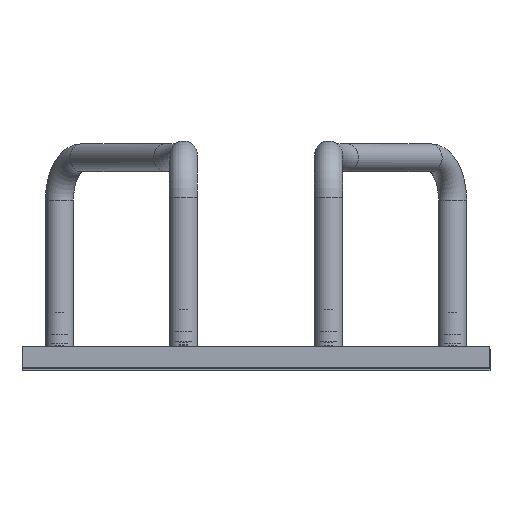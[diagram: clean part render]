
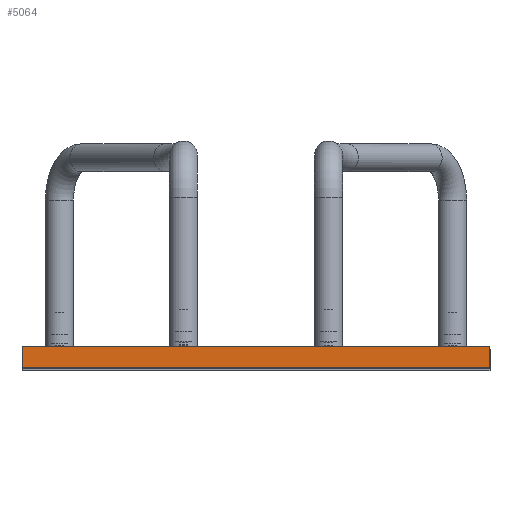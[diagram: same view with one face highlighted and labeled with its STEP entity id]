
A CAD part, top view. The second image highlights one B-rep face of the part: STEP entity #5064.
In plain terms, the highlighted planar face has unit normal (0, 0, 1).
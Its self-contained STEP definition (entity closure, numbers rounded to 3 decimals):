
#289 = VECTOR ( 'NONE', #13818, 1000. ) ;
#361 = EDGE_CURVE ( 'NONE', #12935, #11833, #12128, .T. ) ;
#1085 = ORIENTED_EDGE ( 'NONE', *, *, #361, .T. ) ;
#1526 = ORIENTED_EDGE ( 'NONE', *, *, #14584, .T. ) ;
#1742 = CARTESIAN_POINT ( 'NONE',  ( 50., 0., 8. ) ) ;
#3140 = CARTESIAN_POINT ( 'NONE',  ( -50., 4.5, 8. ) ) ;
#4365 = DIRECTION ( 'NONE',  ( 0., 0., -1. ) ) ;
#4849 = VECTOR ( 'NONE', #5682, 1000. ) ;
#5064 = ADVANCED_FACE ( 'NONE', ( #10636 ), #12159, .F. ) ;
#5422 = DIRECTION ( 'NONE',  ( 0., -1., 0. ) ) ;
#5682 = DIRECTION ( 'NONE',  ( 0., -1., 0. ) ) ;
#5696 = EDGE_CURVE ( 'NONE', #12935, #12898, #12996, .T. ) ;
#5992 = CARTESIAN_POINT ( 'NONE',  ( -50., 0., 8. ) ) ;
#6094 = ORIENTED_EDGE ( 'NONE', *, *, #5696, .F. ) ;
#6352 = AXIS2_PLACEMENT_3D ( 'NONE', #13618, #4365, #14913 ) ;
#6653 = LINE ( 'NONE', #10991, #7197 ) ;
#7197 = VECTOR ( 'NONE', #13378, 1000. ) ;
#7918 = LINE ( 'NONE', #11521, #4849 ) ;
#8021 = CARTESIAN_POINT ( 'NONE',  ( -50., 4.5, 8. ) ) ;
#8632 = VECTOR ( 'NONE', #5422, 1000. ) ;
#9794 = VERTEX_POINT ( 'NONE', #1742 ) ;
#10337 = CARTESIAN_POINT ( 'NONE',  ( -50., 4.5, 8. ) ) ;
#10636 = FACE_OUTER_BOUND ( 'NONE', #14542, .T. ) ;
#10991 = CARTESIAN_POINT ( 'NONE',  ( -50., 0., 8. ) ) ;
#11521 = CARTESIAN_POINT ( 'NONE',  ( 50., 4.5, 8. ) ) ;
#11833 = VERTEX_POINT ( 'NONE', #5992 ) ;
#11898 = ORIENTED_EDGE ( 'NONE', *, *, #14923, .F. ) ;
#12128 = LINE ( 'NONE', #3140, #8632 ) ;
#12159 = PLANE ( 'NONE',  #6352 ) ;
#12898 = VERTEX_POINT ( 'NONE', #14965 ) ;
#12935 = VERTEX_POINT ( 'NONE', #8021 ) ;
#12996 = LINE ( 'NONE', #10337, #289 ) ;
#13378 = DIRECTION ( 'NONE',  ( 1., 0., 0. ) ) ;
#13618 = CARTESIAN_POINT ( 'NONE',  ( -50., 4.5, 8. ) ) ;
#13818 = DIRECTION ( 'NONE',  ( 1., 0., 0. ) ) ;
#14542 = EDGE_LOOP ( 'NONE', ( #1526, #11898, #6094, #1085 ) ) ;
#14584 = EDGE_CURVE ( 'NONE', #11833, #9794, #6653, .T. ) ;
#14913 = DIRECTION ( 'NONE',  ( -1., 0., 0. ) ) ;
#14923 = EDGE_CURVE ( 'NONE', #12898, #9794, #7918, .T. ) ;
#14965 = CARTESIAN_POINT ( 'NONE',  ( 50., 4.5, 8. ) ) ;
